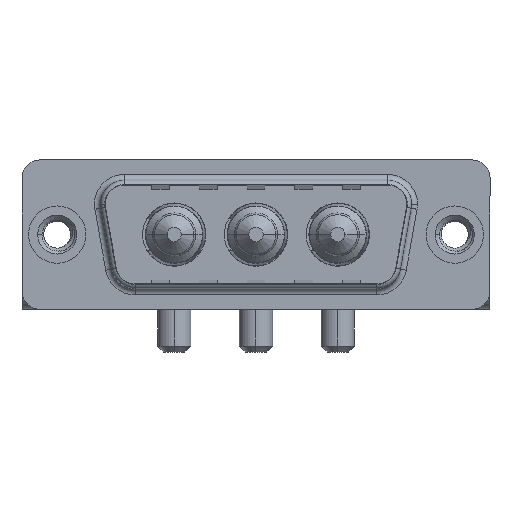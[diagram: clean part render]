
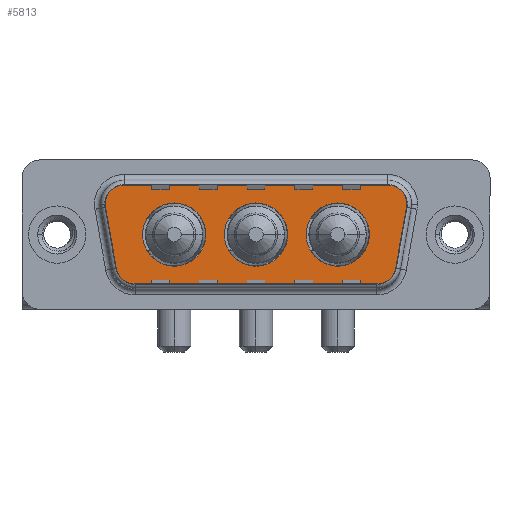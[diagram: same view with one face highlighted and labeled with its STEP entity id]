
A CAD part, top view. The second image highlights one B-rep face of the part: STEP entity #5813.
In plain terms, the highlighted planar face has unit normal (0, 0, 1).
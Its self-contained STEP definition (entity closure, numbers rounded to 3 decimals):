
#141 = DIRECTION ( 'NONE',  ( 0., 0., 1. ) ) ;
#273 = DIRECTION ( 'NONE',  ( 1., 0., 0. ) ) ;
#419 = CARTESIAN_POINT ( 'NONE',  ( 4.464, -3.247, 0. ) ) ;
#817 = DIRECTION ( 'NONE',  ( 1., 0., 0. ) ) ;
#841 = EDGE_LOOP ( 'NONE', ( #8915, #3292 ) ) ;
#995 = VERTEX_POINT ( 'NONE', #5596 ) ;
#1005 = EDGE_CURVE ( 'NONE', #8818, #12639, #7696, .T. ) ;
#1035 = CIRCLE ( 'NONE', #3930, 2.65 ) ;
#1097 = EDGE_CURVE ( 'NONE', #12639, #11024, #2894, .T. ) ;
#1219 = VERTEX_POINT ( 'NONE', #11671 ) ;
#1252 = VERTEX_POINT ( 'NONE', #13565 ) ;
#1310 = DIRECTION ( 'NONE',  ( 0., 0., 1. ) ) ;
#1412 = CIRCLE ( 'NONE', #10336, 2. ) ;
#1625 = CARTESIAN_POINT ( 'NONE',  ( 5.411, 4.9, 0. ) ) ;
#1752 = CARTESIAN_POINT ( 'NONE',  ( 6.434, -4.9, 0. ) ) ;
#1940 = CIRCLE ( 'NONE', #10851, 2. ) ;
#2155 = ORIENTED_EDGE ( 'NONE', *, *, #1097, .T. ) ;
#2242 = ORIENTED_EDGE ( 'NONE', *, *, #9182, .F. ) ;
#2310 = ORIENTED_EDGE ( 'NONE', *, *, #4028, .T. ) ;
#2311 = AXIS2_PLACEMENT_3D ( 'NONE', #3100, #7087, #6168 ) ;
#2578 = DIRECTION ( 'NONE',  ( 0., 0., 1. ) ) ;
#2649 = VERTEX_POINT ( 'NONE', #11604 ) ;
#2894 = CIRCLE ( 'NONE', #11576, 2. ) ;
#2925 = CIRCLE ( 'NONE', #6483, 2.65 ) ;
#3010 = EDGE_CURVE ( 'NONE', #4858, #1252, #2925, .T. ) ;
#3081 = CARTESIAN_POINT ( 'NONE',  ( 26.866, -2.9, 0. ) ) ;
#3084 = DIRECTION ( 'NONE',  ( -1., 0., 0. ) ) ;
#3100 = CARTESIAN_POINT ( 'NONE',  ( 23.5, 0., 0. ) ) ;
#3151 = CARTESIAN_POINT ( 'NONE',  ( 6.434, -2.9, 0. ) ) ;
#3234 = ORIENTED_EDGE ( 'NONE', *, *, #3010, .F. ) ;
#3292 = ORIENTED_EDGE ( 'NONE', *, *, #6618, .F. ) ;
#3315 = EDGE_CURVE ( 'NONE', #11024, #2649, #12907, .T. ) ;
#3343 = CARTESIAN_POINT ( 'NONE',  ( 23.5, 0., 0. ) ) ;
#3346 = CARTESIAN_POINT ( 'NONE',  ( 29.859, 2.553, 0. ) ) ;
#3575 = EDGE_CURVE ( 'NONE', #1252, #4858, #7161, .T. ) ;
#3690 = DIRECTION ( 'NONE',  ( 1., 0., 0. ) ) ;
#3692 = EDGE_LOOP ( 'NONE', ( #3234, #11734 ) ) ;
#3783 = CARTESIAN_POINT ( 'NONE',  ( 26.866, -2.9, 0. ) ) ;
#3893 = CARTESIAN_POINT ( 'NONE',  ( 12.45, 0., 0. ) ) ;
#3930 = AXIS2_PLACEMENT_3D ( 'NONE', #3343, #12762, #6196 ) ;
#4028 = EDGE_CURVE ( 'NONE', #5834, #8361, #10520, .T. ) ;
#4260 = VERTEX_POINT ( 'NONE', #6845 ) ;
#4266 = VECTOR ( 'NONE', #8511, 1000. ) ;
#4540 = CARTESIAN_POINT ( 'NONE',  ( 29.889, 2.9, 0. ) ) ;
#4575 = AXIS2_PLACEMENT_3D ( 'NONE', #12143, #2578, #3690 ) ;
#4714 = AXIS2_PLACEMENT_3D ( 'NONE', #13782, #10485, #8253 ) ;
#4858 = VERTEX_POINT ( 'NONE', #3893 ) ;
#5156 = VERTEX_POINT ( 'NONE', #10867 ) ;
#5370 = FACE_BOUND ( 'NONE', #12276, .T. ) ;
#5435 = ORIENTED_EDGE ( 'NONE', *, *, #11686, .T. ) ;
#5596 = CARTESIAN_POINT ( 'NONE',  ( 19.3, 0., 0. ) ) ;
#5617 = CARTESIAN_POINT ( 'NONE',  ( 5.411, 2.9, 0. ) ) ;
#5719 = DIRECTION ( 'NONE',  ( 0., 0., 1. ) ) ;
#5727 = VERTEX_POINT ( 'NONE', #11743 ) ;
#5813 = ADVANCED_FACE ( 'NONE', ( #5370, #9644, #11809, #10757 ), #8386, .T. ) ;
#5834 = VERTEX_POINT ( 'NONE', #4540 ) ;
#6168 = DIRECTION ( 'NONE',  ( 1., 0., 0. ) ) ;
#6196 = DIRECTION ( 'NONE',  ( 1., 0., 0. ) ) ;
#6207 = ORIENTED_EDGE ( 'NONE', *, *, #8302, .T. ) ;
#6441 = EDGE_CURVE ( 'NONE', #1219, #5156, #6955, .T. ) ;
#6483 = AXIS2_PLACEMENT_3D ( 'NONE', #7049, #5719, #9143 ) ;
#6510 = AXIS2_PLACEMENT_3D ( 'NONE', #3081, #7327, #273 ) ;
#6530 = LINE ( 'NONE', #1625, #11482 ) ;
#6557 = ORIENTED_EDGE ( 'NONE', *, *, #3315, .T. ) ;
#6578 = CARTESIAN_POINT ( 'NONE',  ( 6.434, -4.9, 0. ) ) ;
#6618 = EDGE_CURVE ( 'NONE', #4260, #5727, #9658, .T. ) ;
#6627 = ORIENTED_EDGE ( 'NONE', *, *, #1005, .T. ) ;
#6716 = DIRECTION ( 'NONE',  ( 1., 0., 0. ) ) ;
#6808 = CARTESIAN_POINT ( 'NONE',  ( 28.836, -3.247, 0. ) ) ;
#6845 = CARTESIAN_POINT ( 'NONE',  ( 20.85, 0., 0. ) ) ;
#6955 = CIRCLE ( 'NONE', #8755, 2. ) ;
#7049 = CARTESIAN_POINT ( 'NONE',  ( 9.8, 0., 0. ) ) ;
#7066 = EDGE_CURVE ( 'NONE', #8631, #8818, #1412, .T. ) ;
#7087 = DIRECTION ( 'NONE',  ( 0., 0., 1. ) ) ;
#7120 = EDGE_CURVE ( 'NONE', #12028, #995, #11217, .T. ) ;
#7161 = CIRCLE ( 'NONE', #8503, 2.65 ) ;
#7327 = DIRECTION ( 'NONE',  ( 0., 0., 1. ) ) ;
#7545 = DIRECTION ( 'NONE',  ( 1., 0., 0. ) ) ;
#7616 = ORIENTED_EDGE ( 'NONE', *, *, #6441, .T. ) ;
#7648 = DIRECTION ( 'NONE',  ( -1., 0., 0. ) ) ;
#7686 = CARTESIAN_POINT ( 'NONE',  ( 14., 0., 0. ) ) ;
#7696 = LINE ( 'NONE', #6578, #12029 ) ;
#7926 = DIRECTION ( 'NONE',  ( 0., 0., 1. ) ) ;
#8253 = DIRECTION ( 'NONE',  ( -1., 0., 0. ) ) ;
#8272 = EDGE_LOOP ( 'NONE', ( #2155, #6557, #12948, #2310, #6207, #7616, #5435, #10235, #6627 ) ) ;
#8302 = EDGE_CURVE ( 'NONE', #8361, #1219, #6530, .T. ) ;
#8361 = VERTEX_POINT ( 'NONE', #9233 ) ;
#8386 = PLANE ( 'NONE',  #6510 ) ;
#8503 = AXIS2_PLACEMENT_3D ( 'NONE', #13533, #11433, #817 ) ;
#8511 = DIRECTION ( 'NONE',  ( 0.174, 0.985, 0. ) ) ;
#8631 = VERTEX_POINT ( 'NONE', #419 ) ;
#8755 = AXIS2_PLACEMENT_3D ( 'NONE', #5617, #7926, #12194 ) ;
#8818 = VERTEX_POINT ( 'NONE', #1752 ) ;
#8915 = ORIENTED_EDGE ( 'NONE', *, *, #9896, .F. ) ;
#9143 = DIRECTION ( 'NONE',  ( 1., 0., 0. ) ) ;
#9182 = EDGE_CURVE ( 'NONE', #995, #12028, #10157, .T. ) ;
#9233 = CARTESIAN_POINT ( 'NONE',  ( 27.889, 4.9, 0. ) ) ;
#9460 = CARTESIAN_POINT ( 'NONE',  ( 26.866, -4.9, 0. ) ) ;
#9644 = FACE_BOUND ( 'NONE', #841, .T. ) ;
#9658 = CIRCLE ( 'NONE', #2311, 2.65 ) ;
#9896 = EDGE_CURVE ( 'NONE', #5727, #4260, #1035, .T. ) ;
#10157 = CIRCLE ( 'NONE', #4575, 2.65 ) ;
#10235 = ORIENTED_EDGE ( 'NONE', *, *, #7066, .T. ) ;
#10284 = LINE ( 'NONE', #12178, #11100 ) ;
#10336 = AXIS2_PLACEMENT_3D ( 'NONE', #3151, #141, #3084 ) ;
#10412 = ORIENTED_EDGE ( 'NONE', *, *, #7120, .F. ) ;
#10485 = DIRECTION ( 'NONE',  ( 0., 0., 1. ) ) ;
#10520 = CIRCLE ( 'NONE', #4714, 2. ) ;
#10666 = EDGE_CURVE ( 'NONE', #2649, #5834, #1940, .T. ) ;
#10757 = FACE_OUTER_BOUND ( 'NONE', #8272, .T. ) ;
#10851 = AXIS2_PLACEMENT_3D ( 'NONE', #10879, #1310, #12269 ) ;
#10867 = CARTESIAN_POINT ( 'NONE',  ( 3.441, 2.553, 0. ) ) ;
#10879 = CARTESIAN_POINT ( 'NONE',  ( 27.889, 2.9, 0. ) ) ;
#11024 = VERTEX_POINT ( 'NONE', #6808 ) ;
#11100 = VECTOR ( 'NONE', #13358, 1000. ) ;
#11217 = CIRCLE ( 'NONE', #11456, 2.65 ) ;
#11433 = DIRECTION ( 'NONE',  ( 0., 0., 1. ) ) ;
#11456 = AXIS2_PLACEMENT_3D ( 'NONE', #11878, #13780, #7545 ) ;
#11482 = VECTOR ( 'NONE', #7648, 1000. ) ;
#11576 = AXIS2_PLACEMENT_3D ( 'NONE', #3783, #13154, #12374 ) ;
#11604 = CARTESIAN_POINT ( 'NONE',  ( 29.859, 2.553, 0. ) ) ;
#11671 = CARTESIAN_POINT ( 'NONE',  ( 5.411, 4.9, 0. ) ) ;
#11686 = EDGE_CURVE ( 'NONE', #5156, #8631, #10284, .T. ) ;
#11734 = ORIENTED_EDGE ( 'NONE', *, *, #3575, .F. ) ;
#11743 = CARTESIAN_POINT ( 'NONE',  ( 26.15, 0., 0. ) ) ;
#11809 = FACE_BOUND ( 'NONE', #3692, .T. ) ;
#11878 = CARTESIAN_POINT ( 'NONE',  ( 16.65, 0., 0. ) ) ;
#12028 = VERTEX_POINT ( 'NONE', #7686 ) ;
#12029 = VECTOR ( 'NONE', #6716, 1000. ) ;
#12143 = CARTESIAN_POINT ( 'NONE',  ( 16.65, 0., 0. ) ) ;
#12178 = CARTESIAN_POINT ( 'NONE',  ( 3.441, 2.553, 0. ) ) ;
#12194 = DIRECTION ( 'NONE',  ( 1., 0., 0. ) ) ;
#12269 = DIRECTION ( 'NONE',  ( -1., 0., 0. ) ) ;
#12276 = EDGE_LOOP ( 'NONE', ( #2242, #10412 ) ) ;
#12374 = DIRECTION ( 'NONE',  ( 1., 0., 0. ) ) ;
#12639 = VERTEX_POINT ( 'NONE', #9460 ) ;
#12762 = DIRECTION ( 'NONE',  ( 0., 0., 1. ) ) ;
#12907 = LINE ( 'NONE', #3346, #4266 ) ;
#12948 = ORIENTED_EDGE ( 'NONE', *, *, #10666, .T. ) ;
#13154 = DIRECTION ( 'NONE',  ( 0., 0., 1. ) ) ;
#13358 = DIRECTION ( 'NONE',  ( 0.174, -0.985, 0. ) ) ;
#13533 = CARTESIAN_POINT ( 'NONE',  ( 9.8, 0., 0. ) ) ;
#13565 = CARTESIAN_POINT ( 'NONE',  ( 7.15, 0., 0. ) ) ;
#13780 = DIRECTION ( 'NONE',  ( 0., 0., 1. ) ) ;
#13782 = CARTESIAN_POINT ( 'NONE',  ( 27.889, 2.9, 0. ) ) ;
